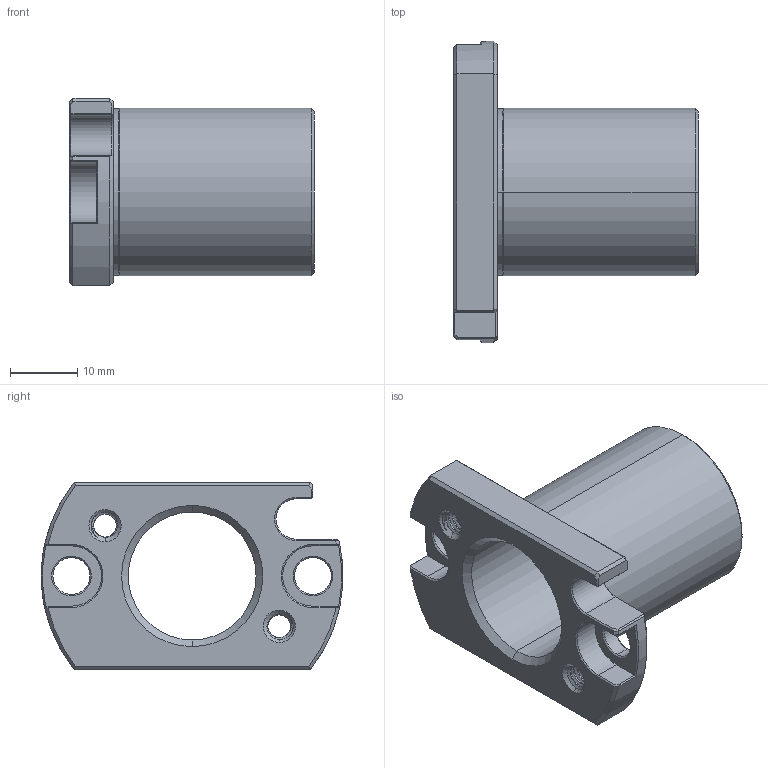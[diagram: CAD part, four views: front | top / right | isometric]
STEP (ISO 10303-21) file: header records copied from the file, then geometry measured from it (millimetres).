
FILE_DESCRIPTION (( 'STEP AP203' ), '1' );
FILE_NAME ('SL-19.05×25×6.5_STEP.STEP', '2025-12-11T07:35:02', ( '' ), ( '' ), 'SwSTEP 2.0', 'SolidWorks 2024', '' );
FILE_SCHEMA (( 'CONFIG_CONTROL_DESIGN' ));
Length unit declared in the file: millimetre
Products named in the file (1): SL-19.05×25×6.5_STEP
Bounding box: 36.5 x 44.95 x 28 mm (x, y, z)
Volume: 10714.5 mm3; surface area: 7274.8 mm2
Topology: 1 solids, 1 shells, 139 faces, 368 edges, 231 vertices
Faces by surface type: cylinder 48, cone 43, plane 37, bspline 11
Entity records: 8797 total; most frequent: CARTESIAN_POINT 5548, ORIENTED_EDGE 736, DIRECTION 571, EDGE_CURVE 368, VERTEX_POINT 231, AXIS2_PLACEMENT_3D 217, EDGE_LOOP 149, ADVANCED_FACE 139
